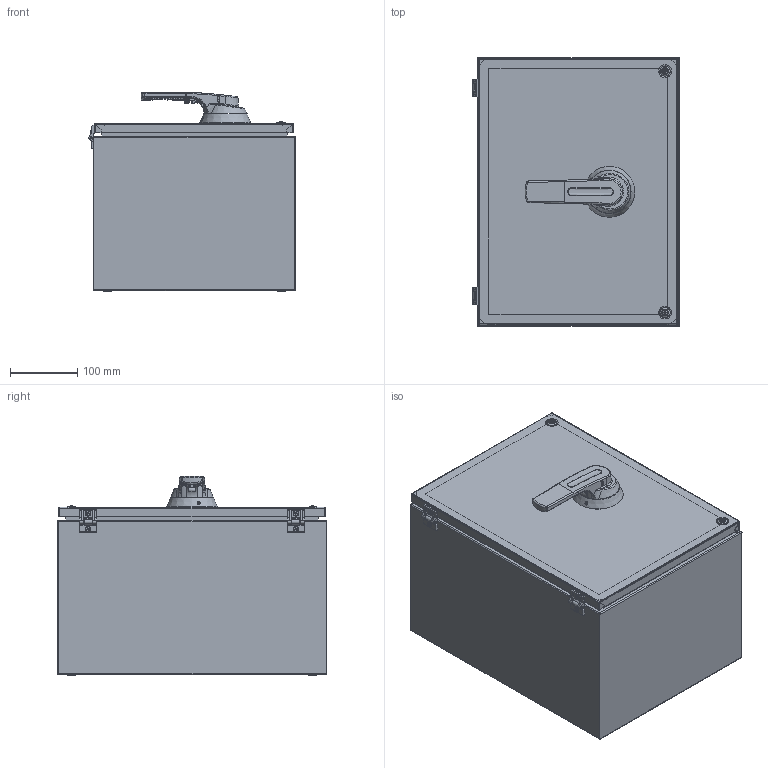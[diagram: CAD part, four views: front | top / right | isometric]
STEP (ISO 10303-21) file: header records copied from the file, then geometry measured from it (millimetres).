
FILE_DESCRIPTION(/* description */ (''),/* implementation_level */ '2;1');
FILE_NAME(/* name */ '40601411 Con maniglia GLX61.stp',/* time_stamp */ '2019-12-03T10:55:22+01:00',/* author */ (''),/* organization */ (''),/* preprocessor_version */ 'ST-DEVELOPER v16',/* originating_system */ 'SIEMENS PLM Software NX 10.0',/* authorisation */ '');
FILE_SCHEMA (('AP203_CONFIGURATION_CONTROLLED_3D_DESIGN_OF_MECHANICAL_PARTS_AND_ASSEMBLIES_MIM_LF { 1 0 10303 403 2 1 2}'));
Length unit declared in the file: millimetre
Products named in the file (1): Ferr2C187C3Bxd72
Bounding box: 307.55 x 400 x 297.1 mm (x, y, z)
Surface area: 969426.7 mm2 (no closed solid volume)
Topology: 0 solids, 82 shells, 421 faces, 2184 edges, 1822 vertices
Faces by surface type: plane 190, cylinder 98, bspline 85, torus 24, cone 14, sphere 10
Full cylindrical faces by diameter (mm): 3 x2, 4.25 x2, 4.5 x1, 5 x4, 8 x4, 11.5 x4, 75.791 x1
Entity records: 28699 total; most frequent: CARTESIAN_POINT 13975, ORIENTED_EDGE 2666, DIRECTION 2304, EDGE_CURVE 2141, VERTEX_POINT 1815, B_SPLINE_CURVE_WITH_KNOTS 916, AXIS2_PLACEMENT_3D 775, LINE 754
